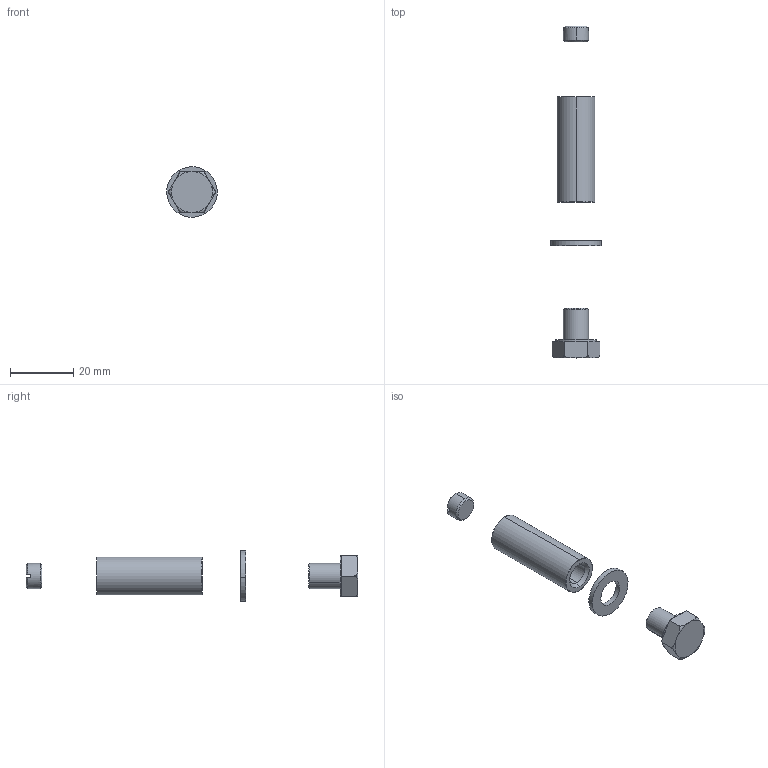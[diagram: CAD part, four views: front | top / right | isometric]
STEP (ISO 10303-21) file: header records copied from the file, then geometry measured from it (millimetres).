
FILE_DESCRIPTION (( 'STEP AP214' ), '1' );
FILE_NAME ('7406870.STEP', '2019-12-19T13:37:48', ( '' ), ( '' ), 'SwSTEP 2.0', 'SolidWorks 2018', '' );
FILE_SCHEMA (( 'AUTOMOTIVE_DESIGN' ));
Length unit declared in the file: millimetre
Products named in the file (5): 35016043; 35104303_Standard; 001870_39411004 L = 33,5 mm; 7406870; 39411000_Standard
Assembly tree (4 placements, depth 2):
  7406870
    001870_39411004 L = 33,5 mm
    39411000_Standard
    35104303_Standard
    35016043
Bounding box: 15.98 x 105.35 x 15.98 mm (x, y, z)
Volume: 4340.8 mm3; surface area: 3540.9 mm2
Topology: 4 solids, 4 shells, 60 faces, 126 edges, 75 vertices
Faces by surface type: plane 25, cone 15, cylinder 14, torus 6
Entity records: 2179 total; most frequent: CARTESIAN_POINT 484, DIRECTION 301, ORIENTED_EDGE 252, EDGE_CURVE 126, AXIS2_PLACEMENT_3D 124, VERTEX_POINT 75, EDGE_LOOP 65, FACE_OUTER_BOUND 60
